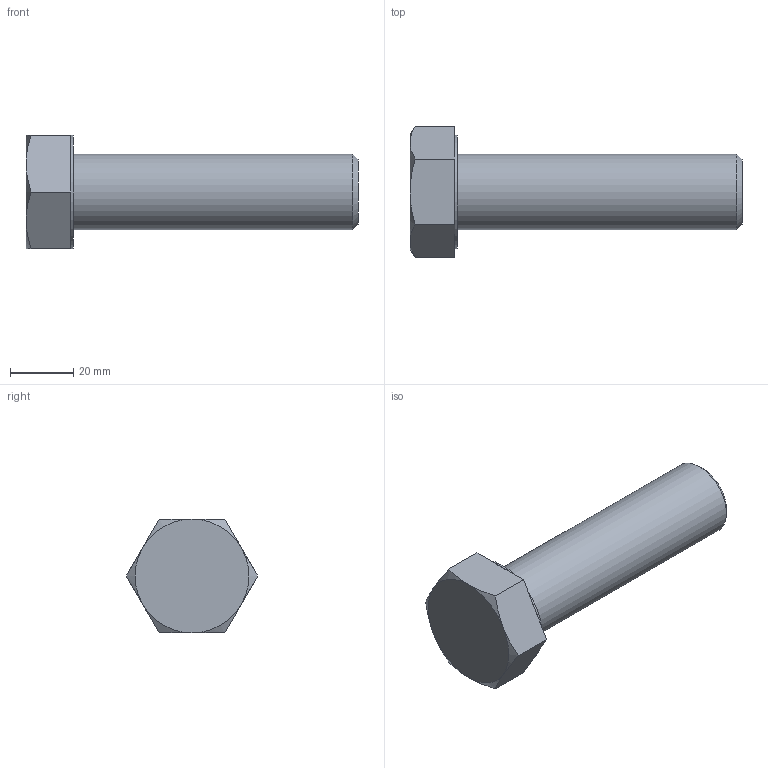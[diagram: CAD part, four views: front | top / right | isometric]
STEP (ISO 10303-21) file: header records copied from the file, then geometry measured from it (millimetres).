
FILE_DESCRIPTION(/* description */ (''),/* implementation_level */ '2;1');
FILE_NAME(/* name */ 'hex screw gradec_iso_v2.step',/* time_stamp */ '2025-03-29T15:18:40+01:00',/* author */ (''),/* organization */ (''),/* preprocessor_version */ 'ST-DEVELOPER v20.1',/* originating_system */ 'Autodesk Translation Framework v14.4.0.0',/* authorisation */ '');
FILE_SCHEMA (('AUTOMOTIVE_DESIGN { 1 0 10303 214 3 1 1 }'));
Length unit declared in the file: millimetre
Products named in the file (9): hex screw gradec_iso; M24x90; M6_kopf; M5_Kopf (1); M4_kopf (1); M8_kopf; M10_kopf; M12_kopf; M14_kopf
Assembly tree (8 placements, depth 2):
  hex screw gradec_iso
    M24x90
    M6_kopf
    M5_Kopf (1)
    M4_kopf (1)
    M8_kopf
    M10_kopf
    M12_kopf
    M14_kopf
Bounding box: 105 x 41.57 x 36 mm (x, y, z)
Volume: 85038.1 mm3; surface area: 23063.2 mm2
Topology: 15 solids, 15 shells, 199 faces, 392 edges, 224 vertices
Faces by surface type: plane 127, cone 56, cylinder 16
Full cylindrical faces by diameter (mm): 3.908 x1, 4.901 x1, 5.884 x1, 6.998 x1, 7.866 x1, 7.998 x1, 9.85 x1, 9.997 x1, 11.834 x1, 12.996 x1, 13.822 x1, 16.995 x1, 18.995 x1, 21.994 x1, 24 x1, 36 x1
Entity records: 5167 total; most frequent: CARTESIAN_POINT 1024, DIRECTION 856, ORIENTED_EDGE 784, EDGE_CURVE 392, AXIS2_PLACEMENT_3D 344, VERTEX_POINT 224, EDGE_LOOP 200, FACE_OUTER_BOUND 199
